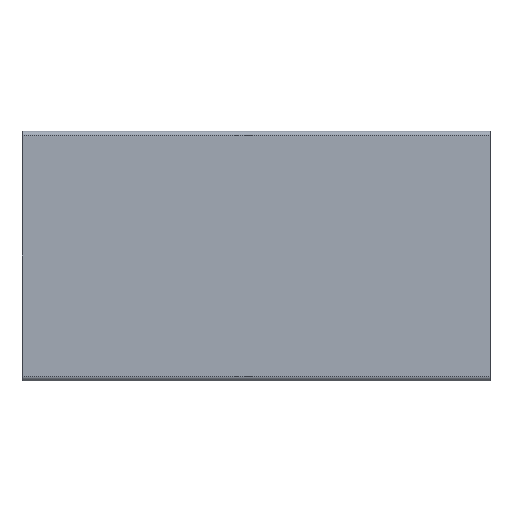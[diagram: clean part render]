
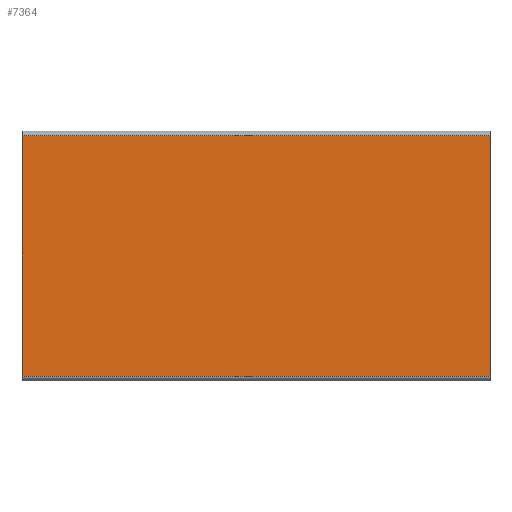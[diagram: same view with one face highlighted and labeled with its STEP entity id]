
A CAD part, left-side view. The second image highlights one B-rep face of the part: STEP entity #7364.
In plain terms, the highlighted face is planar.
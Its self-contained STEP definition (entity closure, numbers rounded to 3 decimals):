
#995 = VECTOR ( 'NONE', #3082, 1000. ) ;
#1013 = VECTOR ( 'NONE', #3126, 1000. ) ;
#1018 = VECTOR ( 'NONE', #3171, 1000. ) ;
#1019 = VECTOR ( 'NONE', #3175, 1000. ) ;
#1190 = AXIS2_PLACEMENT_3D ( 'NONE', #7331, #7344, #7332 ) ;
#2738 = CARTESIAN_POINT ( 'NONE',  ( 8., 77., 0. ) ) ;
#2756 = CARTESIAN_POINT ( 'NONE',  ( 8., -77., -300. ) ) ;
#2760 = CARTESIAN_POINT ( 'NONE',  ( 8., -77., 0. ) ) ;
#2813 = CARTESIAN_POINT ( 'NONE',  ( 8., 77., -300. ) ) ;
#3075 = LINE ( 'NONE', #3085, #995 ) ;
#3082 = DIRECTION ( 'NONE',  ( 0., 1., 0. ) ) ;
#3085 = CARTESIAN_POINT ( 'NONE',  ( 8., -77., -300. ) ) ;
#3121 = CARTESIAN_POINT ( 'NONE',  ( 8., 77., -300. ) ) ;
#3126 = DIRECTION ( 'NONE',  ( 0., 0., 1. ) ) ;
#3127 = LINE ( 'NONE', #3121, #1013 ) ;
#3140 = LINE ( 'NONE', #3154, #1018 ) ;
#3154 = CARTESIAN_POINT ( 'NONE',  ( 8., -77., 0. ) ) ;
#3167 = LINE ( 'NONE', #3170, #1019 ) ;
#3170 = CARTESIAN_POINT ( 'NONE',  ( 8., -77., -300. ) ) ;
#3171 = DIRECTION ( 'NONE',  ( 0., 1., 0. ) ) ;
#3175 = DIRECTION ( 'NONE',  ( 0., 0., 1. ) ) ;
#5120 = ORIENTED_EDGE ( 'NONE', *, *, #7773, .T. ) ;
#5124 = ORIENTED_EDGE ( 'NONE', *, *, #7758, .T. ) ;
#5137 = ORIENTED_EDGE ( 'NONE', *, *, #7787, .F. ) ;
#5179 = ORIENTED_EDGE ( 'NONE', *, *, #7785, .F. ) ;
#6557 = VERTEX_POINT ( 'NONE', #2738 ) ;
#6567 = VERTEX_POINT ( 'NONE', #2760 ) ;
#6576 = VERTEX_POINT ( 'NONE', #2756 ) ;
#6610 = VERTEX_POINT ( 'NONE', #2813 ) ;
#7331 = CARTESIAN_POINT ( 'NONE',  ( 8., -77., -300. ) ) ;
#7332 = DIRECTION ( 'NONE',  ( 0., 0., -1. ) ) ;
#7338 = PLANE ( 'NONE',  #1190 ) ;
#7344 = DIRECTION ( 'NONE',  ( 1., 0., 0. ) ) ;
#7345 = FACE_OUTER_BOUND ( 'NONE', #8013, .T. ) ;
#7364 = ADVANCED_FACE ( 'NONE', ( #7345 ), #7338, .T. ) ;
#7758 = EDGE_CURVE ( 'NONE', #6576, #6610, #3075, .T. ) ;
#7773 = EDGE_CURVE ( 'NONE', #6610, #6557, #3127, .T. ) ;
#7785 = EDGE_CURVE ( 'NONE', #6567, #6557, #3140, .T. ) ;
#7787 = EDGE_CURVE ( 'NONE', #6576, #6567, #3167, .T. ) ;
#8013 = EDGE_LOOP ( 'NONE', ( #5179, #5137, #5124, #5120 ) ) ;
